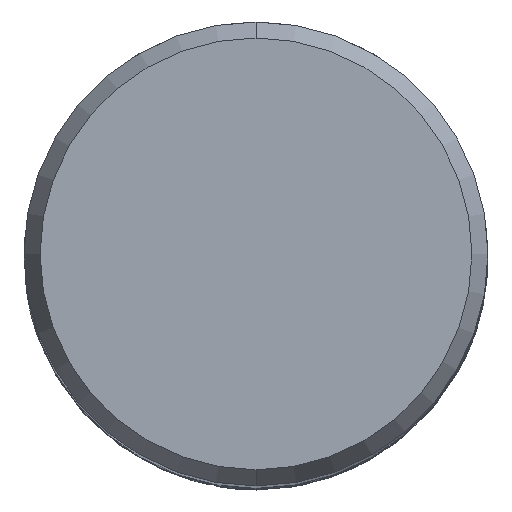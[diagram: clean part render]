
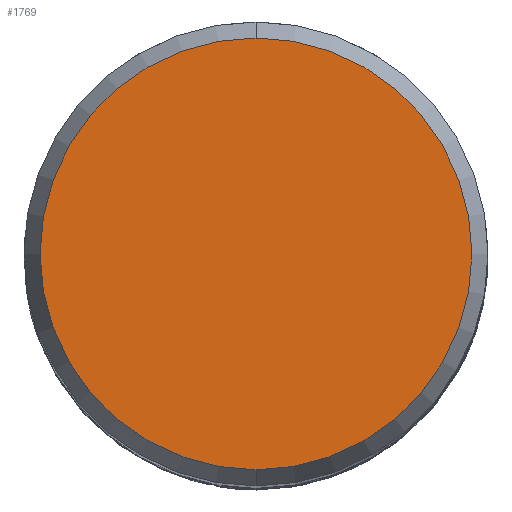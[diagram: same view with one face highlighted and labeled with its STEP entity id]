
A CAD part, top view. The second image highlights one B-rep face of the part: STEP entity #1769.
In plain terms, the highlighted planar face has unit normal (0, 0, 1).
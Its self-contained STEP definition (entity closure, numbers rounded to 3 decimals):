
#785=VERTEX_POINT('',#2201);
#1631=VERTEX_POINT('',#3125);
#1667=EDGE_CURVE('',#785,#1631,#3163,.T.);
#1769=ADVANCED_FACE('',(#3272),#3273,.T.);
#1911=EDGE_CURVE('',#1631,#785,#3429,.T.);
#2201=CARTESIAN_POINT('',(0.0,9.307,0.0));
#3125=CARTESIAN_POINT('',(0.,-9.307,0.0));
#3163=CIRCLE('',#15436,9.307);
#3272=FACE_OUTER_BOUND('',#15801,.T.);
#3273=PLANE('',#15802);
#3429=CIRCLE('',#18478,9.307);
#15436=AXIS2_PLACEMENT_3D('',#22627,#22628,#22629);
#15801=EDGE_LOOP('',(#22723,#22724));
#15802=AXIS2_PLACEMENT_3D('',#22725,#22726,#22727);
#18478=AXIS2_PLACEMENT_3D('',#22890,#22891,#22892);
#22627=CARTESIAN_POINT('',(0.0,0.0,0.0));
#22628=DIRECTION('',(0.0,0.0,-1.0));
#22629=DIRECTION('',(0.0,1.0,0.0));
#22723=ORIENTED_EDGE('',*,*,#1667,.F.);
#22724=ORIENTED_EDGE('',*,*,#1911,.F.);
#22725=CARTESIAN_POINT('',(0.0,4.654,0.0));
#22726=DIRECTION('',(-0.0,0.0,1.0));
#22727=DIRECTION('',(0.0,-1.0,0.0));
#22890=CARTESIAN_POINT('',(0.0,0.0,0.0));
#22891=DIRECTION('',(0.0,0.0,-1.0));
#22892=DIRECTION('',(0.0,1.0,0.0));
